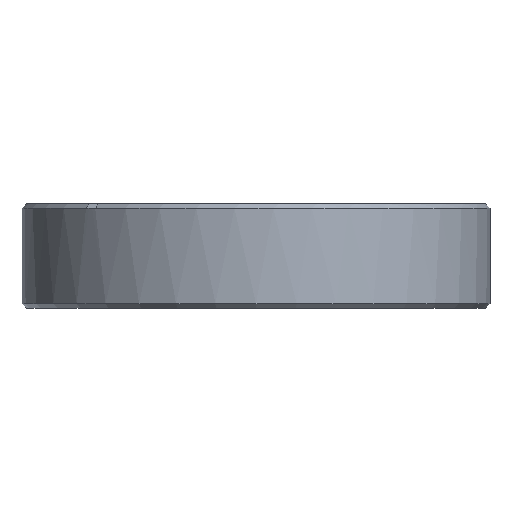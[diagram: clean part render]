
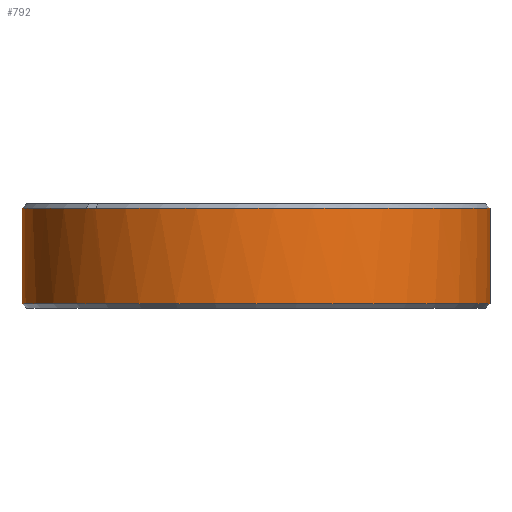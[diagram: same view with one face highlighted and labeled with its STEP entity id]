
A CAD part, front view. The second image highlights one B-rep face of the part: STEP entity #792.
In plain terms, the highlighted cylindrical face has radius 26.797 mm (diameter 53.594 mm), a partial arc.
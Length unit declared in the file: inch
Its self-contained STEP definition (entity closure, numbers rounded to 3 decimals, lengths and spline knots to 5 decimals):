
#247 = VERTEX_POINT ( 'NONE', #1234 ) ;
#338 = VERTEX_POINT ( 'NONE', #1449 ) ;
#342 = EDGE_CURVE ( 'NONE', #362, #338, #1470, .T. ) ;
#362 = VERTEX_POINT ( 'NONE', #1383 ) ;
#432 = EDGE_CURVE ( 'NONE', #247, #516, #1626, .T. ) ;
#514 = EDGE_CURVE ( 'NONE', #519, #516, #1796, .T. ) ;
#516 = VERTEX_POINT ( 'NONE', #1709 ) ;
#519 = VERTEX_POINT ( 'NONE', #1804 ) ;
#706 = VERTEX_POINT ( 'NONE', #1991 ) ;
#710 = ORIENTED_EDGE ( 'NONE', *, *, #858, .F. ) ;
#762 = ORIENTED_EDGE ( 'NONE', *, *, #432, .F. ) ;
#763 = ORIENTED_EDGE ( 'NONE', *, *, #764, .T. ) ;
#764 = EDGE_CURVE ( 'NONE', #247, #362, #2193, .T. ) ;
#792 = ADVANCED_FACE ( 'NONE', ( #2260 ), #2110, .T. ) ;
#858 = EDGE_CURVE ( 'NONE', #519, #706, #2289, .T. ) ;
#863 = EDGE_LOOP ( 'NONE', ( #762, #763, #873, #868, #710, #869 ) ) ;
#868 = ORIENTED_EDGE ( 'NONE', *, *, #870, .T. ) ;
#869 = ORIENTED_EDGE ( 'NONE', *, *, #514, .T. ) ;
#870 = EDGE_CURVE ( 'NONE', #338, #706, #2271, .T. ) ;
#873 = ORIENTED_EDGE ( 'NONE', *, *, #342, .T. ) ;
#1234 = CARTESIAN_POINT ( 'NONE',  ( -1.055, 0., -0.21531 ) ) ;
#1383 = CARTESIAN_POINT ( 'NONE',  ( 1.055, 0., -0.21531 ) ) ;
#1449 = CARTESIAN_POINT ( 'NONE',  ( 1.055, 0., 0.21531 ) ) ;
#1467 = DIRECTION ( 'NONE',  ( 0., 0., 1. ) ) ;
#1468 = VECTOR ( 'NONE', #1467, 39.37008 ) ;
#1469 = CARTESIAN_POINT ( 'NONE',  ( 1.055, 0., 0. ) ) ;
#1470 = LINE ( 'NONE', #1469, #1468 ) ;
#1623 = DIRECTION ( 'NONE',  ( 0., 0., 1. ) ) ;
#1624 = VECTOR ( 'NONE', #1623, 39.37008 ) ;
#1625 = CARTESIAN_POINT ( 'NONE',  ( -1.055, 0., 0. ) ) ;
#1626 = LINE ( 'NONE', #1625, #1624 ) ;
#1709 = CARTESIAN_POINT ( 'NONE',  ( -1.055, 0., 0.21531 ) ) ;
#1792 = DIRECTION ( 'NONE',  ( -1., 0., 0. ) ) ;
#1793 = DIRECTION ( 'NONE',  ( 0., 0., -1. ) ) ;
#1794 = CARTESIAN_POINT ( 'NONE',  ( 0., 0., 0.21531 ) ) ;
#1795 = AXIS2_PLACEMENT_3D ( 'NONE', #1794, #1793, #1792 ) ;
#1796 = CIRCLE ( 'NONE', #1795, 1.055 ) ;
#1804 = CARTESIAN_POINT ( 'NONE',  ( -0.76658, -0.72483, 0.21531 ) ) ;
#1991 = CARTESIAN_POINT ( 'NONE',  ( -0.72483, -0.76658, 0.21531 ) ) ;
#2108 = CARTESIAN_POINT ( 'NONE',  ( 0., 0., 0. ) ) ;
#2109 = AXIS2_PLACEMENT_3D ( 'NONE', #2108, #2244, #2243 ) ;
#2110 = CYLINDRICAL_SURFACE ( 'NONE', #2109, 1.055 ) ;
#2164 = DIRECTION ( 'NONE',  ( -1., 0., 0. ) ) ;
#2190 = DIRECTION ( 'NONE',  ( 0., 0., 1. ) ) ;
#2191 = CARTESIAN_POINT ( 'NONE',  ( 0., 0., -0.21531 ) ) ;
#2192 = AXIS2_PLACEMENT_3D ( 'NONE', #2191, #2190, #2164 ) ;
#2193 = CIRCLE ( 'NONE', #2192, 1.055 ) ;
#2243 = DIRECTION ( 'NONE',  ( 1., 0., 0. ) ) ;
#2244 = DIRECTION ( 'NONE',  ( 0., 0., 1. ) ) ;
#2260 = FACE_OUTER_BOUND ( 'NONE', #863, .T. ) ;
#2263 = DIRECTION ( 'NONE',  ( -1., 0., 0. ) ) ;
#2264 = DIRECTION ( 'NONE',  ( 0., 0., -1. ) ) ;
#2265 = CARTESIAN_POINT ( 'NONE',  ( 0., 0., 0.21531 ) ) ;
#2266 = AXIS2_PLACEMENT_3D ( 'NONE', #2265, #2264, #2263 ) ;
#2271 = CIRCLE ( 'NONE', #2266, 1.055 ) ;
#2285 = DIRECTION ( 'NONE',  ( 1., 0., 0. ) ) ;
#2286 = DIRECTION ( 'NONE',  ( 0., 0., 1. ) ) ;
#2287 = CARTESIAN_POINT ( 'NONE',  ( 0., 0., 0.21531 ) ) ;
#2288 = AXIS2_PLACEMENT_3D ( 'NONE', #2287, #2286, #2285 ) ;
#2289 = CIRCLE ( 'NONE', #2288, 1.055 ) ;
